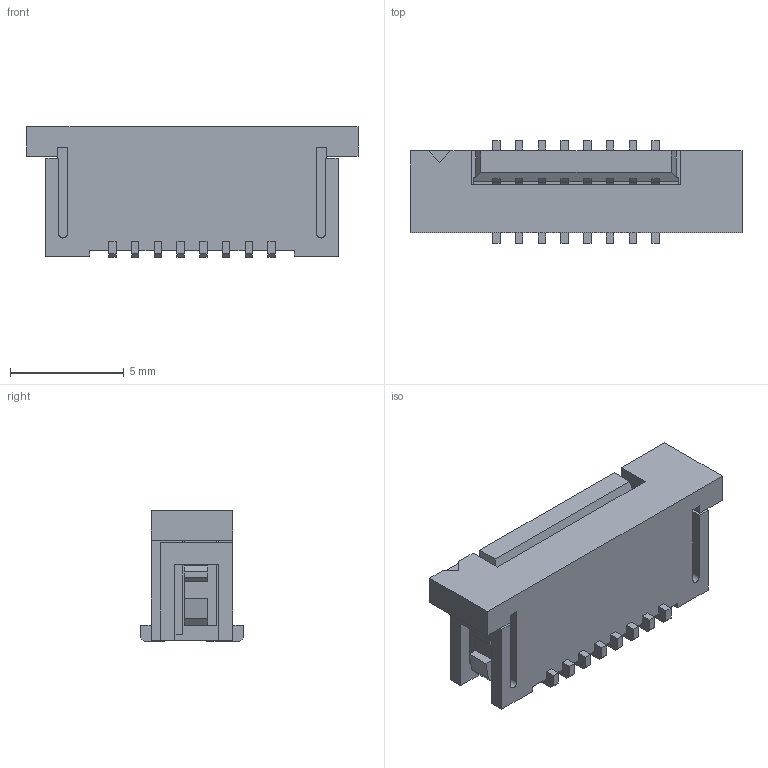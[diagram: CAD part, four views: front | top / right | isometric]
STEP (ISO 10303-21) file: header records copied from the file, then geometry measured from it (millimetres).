
FILE_DESCRIPTION(/* description */ (''),/* implementation_level */ '2;1');
FILE_NAME(/* name */ '526100872wbm000_02_214.stp',/* time_stamp */ '2023-01-10T16:36:42+08:00',/* author */ (''),/* organization */ (''),/* preprocessor_version */ 'ST-DEVELOPER v16.7',/* originating_system */ 'SIEMENS PLM Software NX 1919',/* authorisation */ '');
FILE_SCHEMA (('AUTOMOTIVE_DESIGN { 1 0 10303 214 3 1 1 1 }'));
Length unit declared in the file: millimetre
Products named in the file (1): 526100872wbm000_02
Bounding box: 14.6 x 4.5 x 5.75 mm (x, y, z)
Volume: 233.6 mm3; surface area: 538.3 mm2
Topology: 1 solids, 1 shells, 292 faces, 880 edges, 584 vertices
Faces by surface type: plane 264, cylinder 28
Entity records: 9768 total; most frequent: ORIENTED_EDGE 1760, CARTESIAN_POINT 1757, DIRECTION 1522, EDGE_CURVE 880, LINE 824, VECTOR 824, VERTEX_POINT 584, AXIS2_PLACEMENT_3D 349
